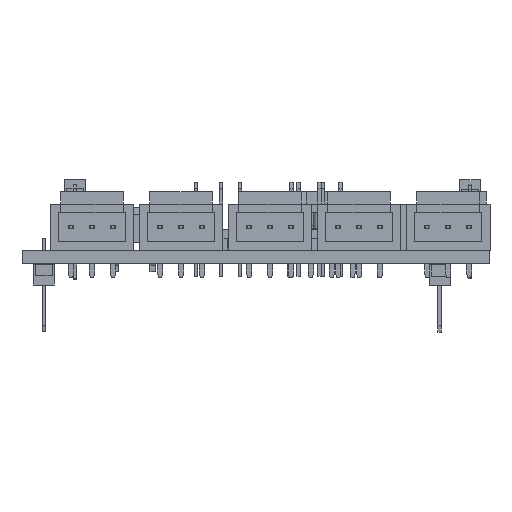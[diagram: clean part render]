
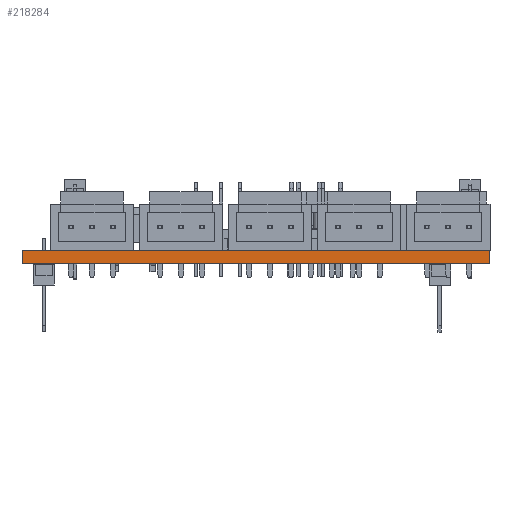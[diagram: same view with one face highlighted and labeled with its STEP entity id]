
A CAD part, front view. The second image highlights one B-rep face of the part: STEP entity #218284.
In plain terms, the highlighted free-form (B-spline) face has degree [1, 1] with [2, 2] control points.
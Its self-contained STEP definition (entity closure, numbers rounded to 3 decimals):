
#218284 = ADVANCED_FACE('',(#218285),#218315,.T.);
#218285 = FACE_BOUND('',#218286,.T.);
#218286 = EDGE_LOOP('',(#218287,#218296,#218303,#218310));
#218287 = ORIENTED_EDGE('',*,*,#218288,.F.);
#218288 = EDGE_CURVE('',#218289,#218291,#218293,.T.);
#218289 = VERTEX_POINT('',#218290);
#218290 = CARTESIAN_POINT('',(-63.067,-118.47,
    15.713));
#218291 = VERTEX_POINT('',#218292);
#218292 = CARTESIAN_POINT('',(-63.067,-118.47,
    17.599));
#218293 = B_SPLINE_CURVE_WITH_KNOTS('',1,(#218294,#218295),
  .UNSPECIFIED.,.F.,.F.,(2,2),(0.,0.063),.PIECEWISE_BEZIER_KNOTS.);
#218294 = CARTESIAN_POINT('',(-63.067,-118.47,
    15.713));
#218295 = CARTESIAN_POINT('',(-63.067,-118.47,
    17.599));
#218296 = ORIENTED_EDGE('',*,*,#218297,.T.);
#218297 = EDGE_CURVE('',#218289,#218298,#218300,.T.);
#218298 = VERTEX_POINT('',#218299);
#218299 = CARTESIAN_POINT('',(3.83,-118.47,
    15.713));
#218300 = B_SPLINE_CURVE_WITH_KNOTS('',1,(#218301,#218302),
  .UNSPECIFIED.,.F.,.F.,(2,2),(9.58,11.814),
  .PIECEWISE_BEZIER_KNOTS.);
#218301 = CARTESIAN_POINT('',(-63.067,-118.47,
    15.713));
#218302 = CARTESIAN_POINT('',(3.83,-118.47,
    15.713));
#218303 = ORIENTED_EDGE('',*,*,#218304,.T.);
#218304 = EDGE_CURVE('',#218298,#218305,#218307,.T.);
#218305 = VERTEX_POINT('',#218306);
#218306 = CARTESIAN_POINT('',(3.83,-118.47,
    17.599));
#218307 = B_SPLINE_CURVE_WITH_KNOTS('',1,(#218308,#218309),
  .UNSPECIFIED.,.F.,.F.,(2,2),(0.,0.063),.PIECEWISE_BEZIER_KNOTS.);
#218308 = CARTESIAN_POINT('',(3.83,-118.47,
    15.713));
#218309 = CARTESIAN_POINT('',(3.83,-118.47,
    17.599));
#218310 = ORIENTED_EDGE('',*,*,#218311,.F.);
#218311 = EDGE_CURVE('',#218291,#218305,#218312,.T.);
#218312 = B_SPLINE_CURVE_WITH_KNOTS('',1,(#218313,#218314),
  .UNSPECIFIED.,.F.,.F.,(2,2),(9.58,11.814),
  .PIECEWISE_BEZIER_KNOTS.);
#218313 = CARTESIAN_POINT('',(-63.067,-118.47,
    17.599));
#218314 = CARTESIAN_POINT('',(3.83,-118.47,
    17.599));
#218315 = B_SPLINE_SURFACE_WITH_KNOTS('',1,1,(
    (#218316,#218317)
    ,(#218318,#218319
    )),.UNSPECIFIED.,.F.,.F.,.F.,(2,2),(2,2),(9.58,
    11.814),(0.,0.063),.PIECEWISE_BEZIER_KNOTS.);
#218316 = CARTESIAN_POINT('',(-63.067,-118.47,
    15.713));
#218317 = CARTESIAN_POINT('',(-63.067,-118.47,
    17.599));
#218318 = CARTESIAN_POINT('',(3.83,-118.47,
    15.713));
#218319 = CARTESIAN_POINT('',(3.83,-118.47,
    17.599));
